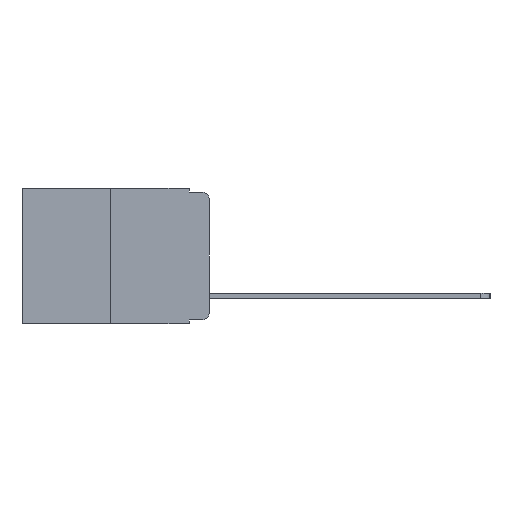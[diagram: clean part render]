
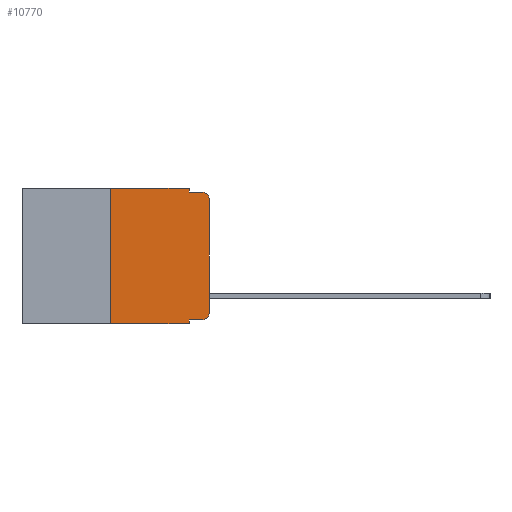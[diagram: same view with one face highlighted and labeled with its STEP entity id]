
A CAD part, left-side view. The second image highlights one B-rep face of the part: STEP entity #10770.
In plain terms, the highlighted planar face has unit normal (-1, 0, 0).
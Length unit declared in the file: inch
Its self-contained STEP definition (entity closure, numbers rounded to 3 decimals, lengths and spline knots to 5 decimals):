
#7 = VERTEX_POINT ( 'NONE', #12109 ) ;
#221 = VECTOR ( 'NONE', #10453, 39.37008 ) ;
#258 = EDGE_CURVE ( 'NONE', #691, #4492, #12259, .T. ) ;
#325 = CARTESIAN_POINT ( 'NONE',  ( 0., 0.473, 0. ) ) ;
#343 = EDGE_CURVE ( 'NONE', #5539, #1772, #4163, .T. ) ;
#375 = DIRECTION ( 'NONE',  ( 1., 0., 0. ) ) ;
#479 = CARTESIAN_POINT ( 'NONE',  ( 0., 0.051, -0.01 ) ) ;
#512 = EDGE_CURVE ( 'NONE', #1234, #4492, #3170, .T. ) ;
#574 = LINE ( 'NONE', #12863, #6260 ) ;
#691 = VERTEX_POINT ( 'NONE', #9354 ) ;
#830 = EDGE_LOOP ( 'NONE', ( #11133, #911, #11412, #9213, #3837, #9514, #1275, #11970, #1991, #7583 ) ) ;
#911 = ORIENTED_EDGE ( 'NONE', *, *, #343, .T. ) ;
#1234 = VERTEX_POINT ( 'NONE', #7343 ) ;
#1275 = ORIENTED_EDGE ( 'NONE', *, *, #512, .T. ) ;
#1446 = VECTOR ( 'NONE', #2658, 39.37008 ) ;
#1526 = VERTEX_POINT ( 'NONE', #3472 ) ;
#1631 = AXIS2_PLACEMENT_3D ( 'NONE', #325, #375, #7841 ) ;
#1772 = VERTEX_POINT ( 'NONE', #6801 ) ;
#1991 = ORIENTED_EDGE ( 'NONE', *, *, #12040, .T. ) ;
#2060 = CARTESIAN_POINT ( 'NONE',  ( 0., 0.051, -0.343 ) ) ;
#2542 = VECTOR ( 'NONE', #12623, 39.37008 ) ;
#2591 = PLANE ( 'NONE',  #1631 ) ;
#2658 = DIRECTION ( 'NONE',  ( 0., 0., 1. ) ) ;
#2779 = CARTESIAN_POINT ( 'NONE',  ( 0., 0.473, -0.343 ) ) ;
#2992 = DIRECTION ( 'NONE',  ( 0., 0., -1. ) ) ;
#3170 = LINE ( 'NONE', #2779, #12666 ) ;
#3462 = CARTESIAN_POINT ( 'NONE',  ( 0., 0.051, 0. ) ) ;
#3472 = CARTESIAN_POINT ( 'NONE',  ( 0., 0.051, 0. ) ) ;
#3837 = ORIENTED_EDGE ( 'NONE', *, *, #4063, .F. ) ;
#4063 = EDGE_CURVE ( 'NONE', #7, #1526, #12432, .T. ) ;
#4163 = CIRCLE ( 'NONE', #5510, 0.02 ) ;
#4317 = LINE ( 'NONE', #9760, #1446 ) ;
#4492 = VERTEX_POINT ( 'NONE', #2060 ) ;
#4674 = VERTEX_POINT ( 'NONE', #6061 ) ;
#4888 = DIRECTION ( 'NONE',  ( 0., -1., 0. ) ) ;
#5315 = EDGE_CURVE ( 'NONE', #4674, #12436, #8620, .T. ) ;
#5510 = AXIS2_PLACEMENT_3D ( 'NONE', #12742, #9029, #12694 ) ;
#5539 = VERTEX_POINT ( 'NONE', #11467 ) ;
#5703 = DIRECTION ( 'NONE',  ( 0., 0., 1. ) ) ;
#5816 = CARTESIAN_POINT ( 'NONE',  ( 0., 0.051, 0. ) ) ;
#6061 = CARTESIAN_POINT ( 'NONE',  ( 0., 0.02, -0.333 ) ) ;
#6166 = AXIS2_PLACEMENT_3D ( 'NONE', #13044, #13007, #2992 ) ;
#6192 = DIRECTION ( 'NONE',  ( 0., -1., 0. ) ) ;
#6242 = DIRECTION ( 'NONE',  ( 0., 0., -1. ) ) ;
#6260 = VECTOR ( 'NONE', #6192, 39.37008 ) ;
#6498 = DIRECTION ( 'NONE',  ( 0., -1., 0. ) ) ;
#6776 = FACE_OUTER_BOUND ( 'NONE', #830, .T. ) ;
#6801 = CARTESIAN_POINT ( 'NONE',  ( 0., 0.02, -0.01 ) ) ;
#7343 = CARTESIAN_POINT ( 'NONE',  ( 0., 0.25, -0.343 ) ) ;
#7583 = ORIENTED_EDGE ( 'NONE', *, *, #5315, .T. ) ;
#7841 = DIRECTION ( 'NONE',  ( 0., 0., -1. ) ) ;
#8359 = LINE ( 'NONE', #3462, #221 ) ;
#8620 = CIRCLE ( 'NONE', #6166, 0.02 ) ;
#8656 = CARTESIAN_POINT ( 'NONE',  ( 0., 0.25, 0. ) ) ;
#8977 = EDGE_CURVE ( 'NONE', #9396, #1772, #12894, .T. ) ;
#9029 = DIRECTION ( 'NONE',  ( -1., 0., 0. ) ) ;
#9213 = ORIENTED_EDGE ( 'NONE', *, *, #11670, .F. ) ;
#9354 = CARTESIAN_POINT ( 'NONE',  ( 0., 0.051, -0.333 ) ) ;
#9396 = VERTEX_POINT ( 'NONE', #11407 ) ;
#9514 = ORIENTED_EDGE ( 'NONE', *, *, #12310, .F. ) ;
#9760 = CARTESIAN_POINT ( 'NONE',  ( 0., 0., 0. ) ) ;
#9813 = VECTOR ( 'NONE', #6242, 39.37008 ) ;
#9889 = VECTOR ( 'NONE', #4888, 39.37008 ) ;
#10411 = VECTOR ( 'NONE', #5703, 39.37008 ) ;
#10453 = DIRECTION ( 'NONE',  ( 0., 0., -1. ) ) ;
#10770 = ADVANCED_FACE ( 'NONE', ( #6776 ), #2591, .F. ) ;
#10789 = CARTESIAN_POINT ( 'NONE',  ( 0., 0., -0.313 ) ) ;
#11133 = ORIENTED_EDGE ( 'NONE', *, *, #12903, .T. ) ;
#11407 = CARTESIAN_POINT ( 'NONE',  ( 0., 0.051, -0.01 ) ) ;
#11412 = ORIENTED_EDGE ( 'NONE', *, *, #8977, .F. ) ;
#11467 = CARTESIAN_POINT ( 'NONE',  ( 0., 0., -0.03 ) ) ;
#11670 = EDGE_CURVE ( 'NONE', #1526, #9396, #8359, .T. ) ;
#11970 = ORIENTED_EDGE ( 'NONE', *, *, #258, .F. ) ;
#12040 = EDGE_CURVE ( 'NONE', #691, #4674, #574, .T. ) ;
#12109 = CARTESIAN_POINT ( 'NONE',  ( 0., 0.25, 0. ) ) ;
#12259 = LINE ( 'NONE', #5816, #9813 ) ;
#12310 = EDGE_CURVE ( 'NONE', #1234, #7, #12817, .T. ) ;
#12432 = LINE ( 'NONE', #12619, #2542 ) ;
#12436 = VERTEX_POINT ( 'NONE', #10789 ) ;
#12619 = CARTESIAN_POINT ( 'NONE',  ( 0., 0.473, 0. ) ) ;
#12623 = DIRECTION ( 'NONE',  ( 0., -1., 0. ) ) ;
#12666 = VECTOR ( 'NONE', #6498, 39.37008 ) ;
#12694 = DIRECTION ( 'NONE',  ( 0., 0., -1. ) ) ;
#12742 = CARTESIAN_POINT ( 'NONE',  ( 0., 0.02, -0.03 ) ) ;
#12817 = LINE ( 'NONE', #8656, #10411 ) ;
#12863 = CARTESIAN_POINT ( 'NONE',  ( 0., 0.051, -0.333 ) ) ;
#12894 = LINE ( 'NONE', #479, #9889 ) ;
#12903 = EDGE_CURVE ( 'NONE', #12436, #5539, #4317, .T. ) ;
#13007 = DIRECTION ( 'NONE',  ( -1., 0., 0. ) ) ;
#13044 = CARTESIAN_POINT ( 'NONE',  ( 0., 0.02, -0.313 ) ) ;
